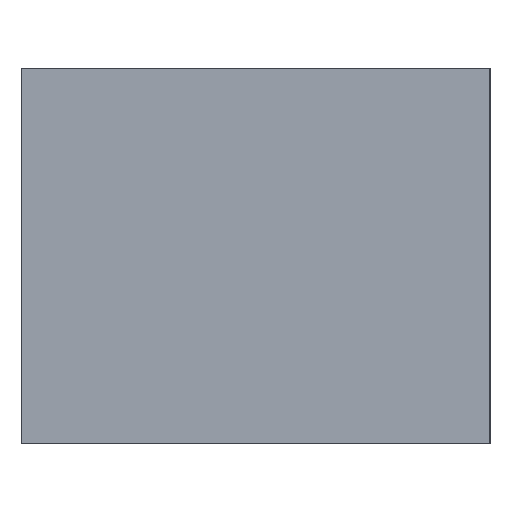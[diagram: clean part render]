
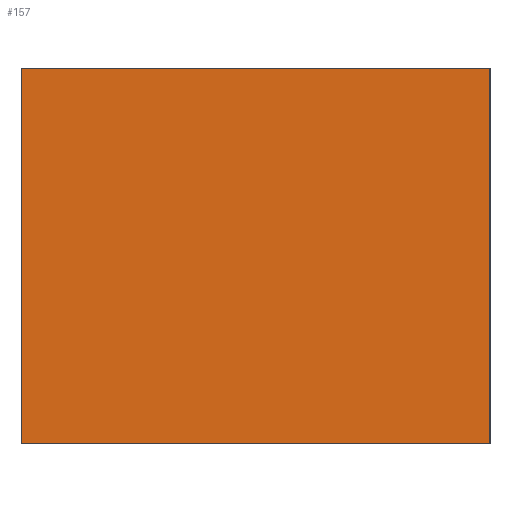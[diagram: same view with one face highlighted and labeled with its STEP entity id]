
A CAD part, left-side view. The second image highlights one B-rep face of the part: STEP entity #157.
In plain terms, the highlighted planar face has unit normal (-1, 0, 0).
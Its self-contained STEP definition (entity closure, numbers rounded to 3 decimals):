
#19=PLANE('',#185);
#27=FACE_OUTER_BOUND('',#35,.T.);
#35=EDGE_LOOP('',(#123,#124,#125,#126));
#47=LINE('',#255,#61);
#48=LINE('',#257,#62);
#49=LINE('',#259,#63);
#50=LINE('',#260,#64);
#61=VECTOR('',#213,10.);
#62=VECTOR('',#214,10.);
#63=VECTOR('',#215,10.);
#64=VECTOR('',#216,10.);
#85=VERTEX_POINT('',#253);
#86=VERTEX_POINT('',#254);
#87=VERTEX_POINT('',#256);
#88=VERTEX_POINT('',#258);
#101=EDGE_CURVE('',#85,#86,#47,.T.);
#102=EDGE_CURVE('',#86,#87,#48,.T.);
#103=EDGE_CURVE('',#88,#87,#49,.T.);
#104=EDGE_CURVE('',#85,#88,#50,.T.);
#123=ORIENTED_EDGE('',*,*,#101,.T.);
#124=ORIENTED_EDGE('',*,*,#102,.T.);
#125=ORIENTED_EDGE('',*,*,#103,.F.);
#126=ORIENTED_EDGE('',*,*,#104,.F.);
#157=ADVANCED_FACE('',(#27),#19,.T.);
#185=AXIS2_PLACEMENT_3D('',#252,#211,#212);
#211=DIRECTION('center_axis',(-1.,0.,0.));
#212=DIRECTION('ref_axis',(0.,-1.,0.));
#213=DIRECTION('',(0.,-1.,0.));
#214=DIRECTION('',(0.,0.,1.));
#215=DIRECTION('',(0.,-1.,0.));
#216=DIRECTION('',(0.,0.,1.));
#252=CARTESIAN_POINT('Origin',(0.,31.75,0.));
#253=CARTESIAN_POINT('',(0.,31.75,0.));
#254=CARTESIAN_POINT('',(0.,0.,0.));
#255=CARTESIAN_POINT('',(0.,31.75,0.));
#256=CARTESIAN_POINT('',(0.,0.,25.4));
#257=CARTESIAN_POINT('',(0.,0.,0.));
#258=CARTESIAN_POINT('',(0.,31.75,25.4));
#259=CARTESIAN_POINT('',(0.,31.75,25.4));
#260=CARTESIAN_POINT('',(0.,31.75,0.));
